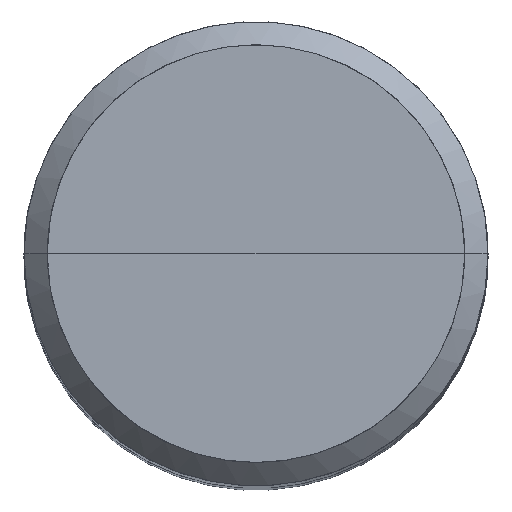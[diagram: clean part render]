
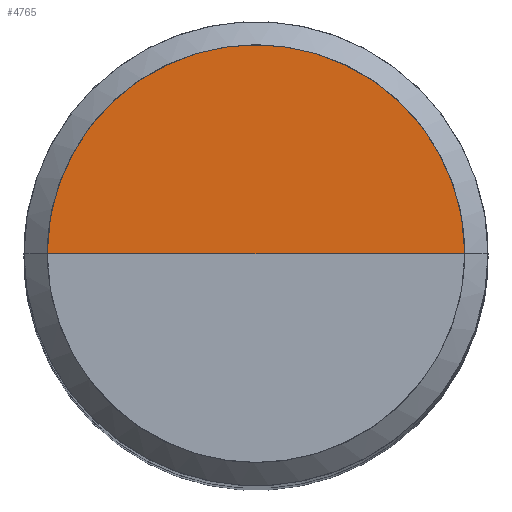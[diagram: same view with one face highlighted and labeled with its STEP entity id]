
A CAD part, top view. The second image highlights one B-rep face of the part: STEP entity #4765.
In plain terms, the highlighted free-form (B-spline) face has degree [1, 2] with [2, 5] control points.
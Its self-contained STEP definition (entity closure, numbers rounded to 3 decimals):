
#4500=CARTESIAN_POINT('',(9.0,0.0,60.0));
#4501=CARTESIAN_POINT('',(9.0,9.0,60.0));
#4502=CARTESIAN_POINT('',(0.0,9.0,60.0));
#4503=CARTESIAN_POINT('',(-9.0,9.0,60.0));
#4504=CARTESIAN_POINT('',(-9.0,0.0,60.0));
#4505=CARTESIAN_POINT('',(0.0,0.0,60.0));
#4750=(
BOUNDED_SURFACE()
B_SPLINE_SURFACE(1,2,(
(#4500,#4501,#4502,#4503,#4504),
(#4505,#4505,#4505,#4505,#4505)
), .UNSPECIFIED.,.F.,.F.,.F.)
B_SPLINE_SURFACE_WITH_KNOTS((2,2),(3,2,3),(
0.0,1.0),(
0.0,0.5,1.0), .UNSPECIFIED.)
GEOMETRIC_REPRESENTATION_ITEM()
RATIONAL_B_SPLINE_SURFACE(((1.0,0.707,1.0,0.707,1.0),
(1.0,0.707,1.0,0.707,1.0)
))
REPRESENTATION_ITEM('')
SURFACE()
);
#4751=(
BOUNDED_CURVE()
B_SPLINE_CURVE(2,(#4504,#4503,#4502,#4501,#4500),.UNSPECIFIED.,.F.,.F.)
B_SPLINE_CURVE_WITH_KNOTS((3,2,3),
(0.0,0.5,1.0),.UNSPECIFIED.)
CURVE()
GEOMETRIC_REPRESENTATION_ITEM()
RATIONAL_B_SPLINE_CURVE((1.0,0.707,1.0,0.707,1.0))
REPRESENTATION_ITEM('')
);
#4752=(
BOUNDED_CURVE()
B_SPLINE_CURVE(1,(#4500,#4505),.UNSPECIFIED.,.F.,.F.)
B_SPLINE_CURVE_WITH_KNOTS((2,2),
(0.0,1.0),.UNSPECIFIED.)
CURVE()
GEOMETRIC_REPRESENTATION_ITEM()
RATIONAL_B_SPLINE_CURVE((1.0,1.0))
REPRESENTATION_ITEM('')
);
#4753=(
BOUNDED_CURVE()
B_SPLINE_CURVE(1,(#4505,#4504),.UNSPECIFIED.,.F.,.F.)
B_SPLINE_CURVE_WITH_KNOTS((2,2),
(0.0,1.0),.UNSPECIFIED.)
CURVE()
GEOMETRIC_REPRESENTATION_ITEM()
RATIONAL_B_SPLINE_CURVE((1.0,1.0))
REPRESENTATION_ITEM('')
);
#4754=VERTEX_POINT('',#4500);
#4755=VERTEX_POINT('',#4504);
#4756=VERTEX_POINT('',#4505);
#4757=EDGE_CURVE('',#4755,#4754,#4751,.T.);
#4758=EDGE_CURVE('',#4754,#4756,#4752,.T.);
#4759=EDGE_CURVE('',#4756,#4755,#4753,.T.);
#4760=ORIENTED_EDGE('',*,*,#4757,.T.);
#4761=ORIENTED_EDGE('',*,*,#4758,.T.);
#4762=ORIENTED_EDGE('',*,*,#4759,.T.);
#4763=EDGE_LOOP('',(#4760,#4761,#4762));
#4764=FACE_OUTER_BOUND('',#4763,.T.);
#4765=ADVANCED_FACE('',(#4764),#4750,.T.);
